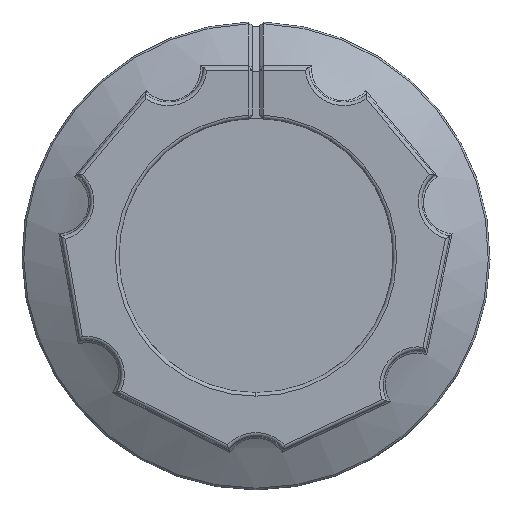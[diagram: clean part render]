
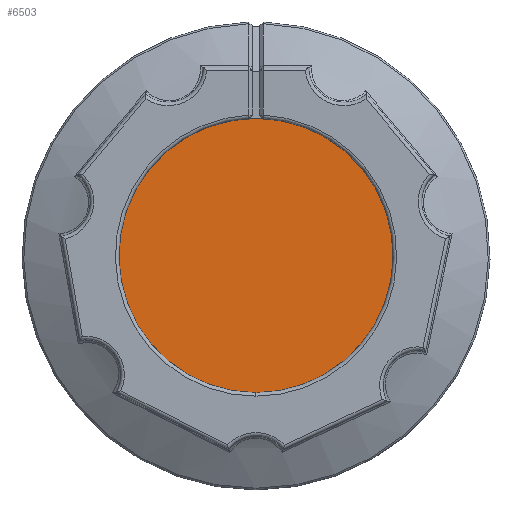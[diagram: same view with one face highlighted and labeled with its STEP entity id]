
A CAD part, top view. The second image highlights one B-rep face of the part: STEP entity #6503.
In plain terms, the highlighted planar face has unit normal (0, 0, 1).
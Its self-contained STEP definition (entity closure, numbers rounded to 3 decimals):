
#6478=CARTESIAN_POINT('',(7.912,0.0,13.98));
#6479=VERTEX_POINT('',#6478);
#6480=CARTESIAN_POINT('',(0.0,0.0,13.98));
#6481=DIRECTION('',(0.0,0.0,1.0));
#6482=DIRECTION('',(1.0,0.0,-0.0));
#6483=AXIS2_PLACEMENT_3D('',#6480,#6481,#6482);
#6484=CIRCLE('',#6483,7.912);
#6485=EDGE_CURVE('n� 4',#6479,#6479,#6484,.T.);
#6495=ORIENTED_EDGE('',*,*,#6485,.T.);
#6496=EDGE_LOOP('',(#6495));
#6497=FACE_OUTER_BOUND('',#6496,.T.);
#6498=CARTESIAN_POINT('',(0.0,0.0,13.98));
#6499=DIRECTION('',(0.0,0.0,1.0));
#6500=DIRECTION('',(1.0,0.0,-0.0));
#6501=AXIS2_PLACEMENT_3D('',#6498,#6499,#6500);
#6502=PLANE('',#6501);
#6503=ADVANCED_FACE('n� 1',(#6497),#6502,.T.);
